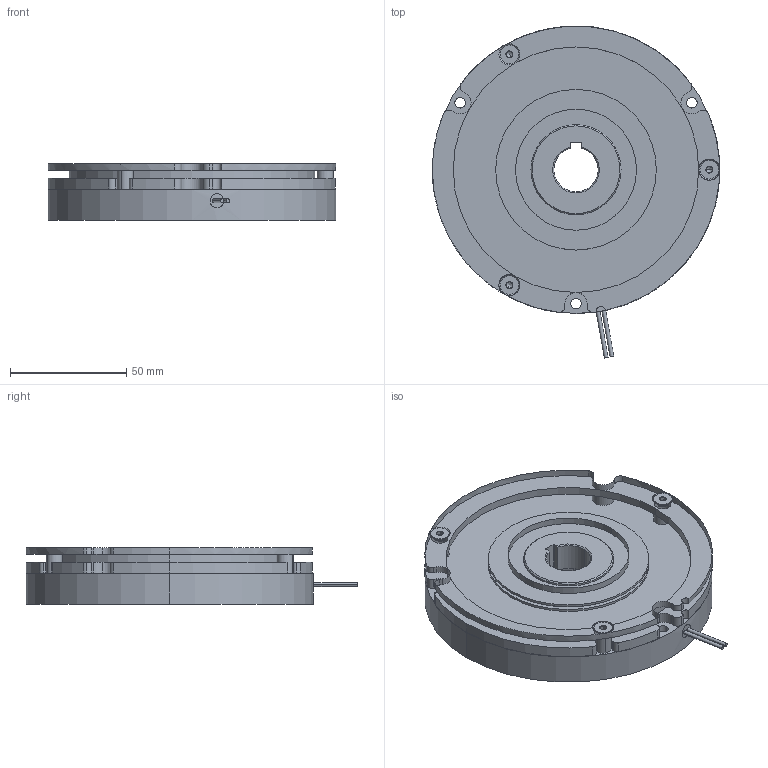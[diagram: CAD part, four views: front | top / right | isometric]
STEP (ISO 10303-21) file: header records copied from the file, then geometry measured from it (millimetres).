
FILE_DESCRIPTION (( 'STEP AP214' ), '1' );
FILE_NAME ('23864200.STEP', '2019-05-22T00:37:08', ( '' ), ( '' ), 'SwSTEP 2.0', 'SolidWorks 2018', '' );
FILE_SCHEMA (( 'AUTOMOTIVE_DESIGN' ));
Length unit declared in the file: millimetre
Products named in the file (1): 23864200
Bounding box: 123.5 x 142.61 x 24.3 mm (x, y, z)
Volume: 246109.1 mm3; surface area: 74008.2 mm2
Topology: 1 solids, 5 shells, 242 faces, 595 edges, 371 vertices
Faces by surface type: cylinder 119, plane 68, cone 51, torus 4
Entity records: 10162 total; most frequent: CARTESIAN_POINT 1589, DIRECTION 1320, ORIENTED_EDGE 1178, EDGE_CURVE 589, AXIS2_PLACEMENT_3D 546, VERTEX_POINT 371, CIRCLE 303, EDGE_LOOP 280
